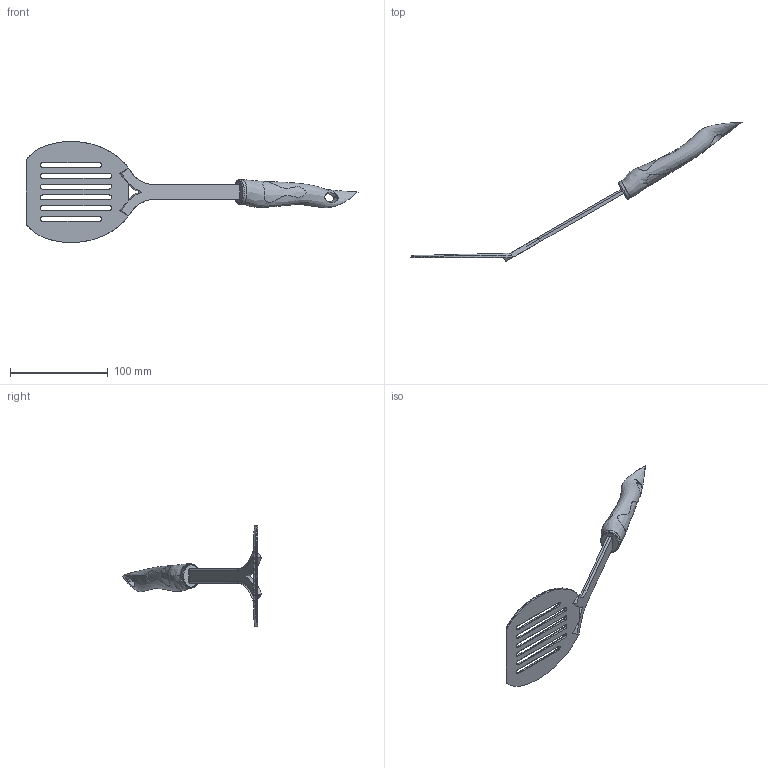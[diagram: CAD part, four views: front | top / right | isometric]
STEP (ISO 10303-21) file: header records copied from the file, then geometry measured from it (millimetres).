
FILE_DESCRIPTION (( 'STEP AP214' ), '1' );
FILE_NAME ('spatula final4 step.STEP', '2022-05-23T16:25:30', ( '' ), ( '' ), 'SwSTEP 2.0', 'SolidWorks 2021', '' );
FILE_SCHEMA (( 'AUTOMOTIVE_DESIGN' ));
Length unit declared in the file: millimetre
Products named in the file (3): spatula2; spatula handle; spatula final4 step
Assembly tree (2 placements, depth 2):
  spatula final4 step
    spatula2
    spatula handle
Bounding box: 339.44 x 142.4 x 103.43 mm (x, y, z)
Volume: 36686.8 mm3; surface area: 36388.1 mm2
Topology: 2 solids, 4 shells, 129 faces, 335 edges, 211 vertices
Faces by surface type: plane 40, cylinder 36, bspline 35, torus 18
Entity records: 12202 total; most frequent: CARTESIAN_POINT 8276, ORIENTED_EDGE 650, DIRECTION 508, EDGE_CURVE 331, VERTEX_POINT 211, AXIS2_PLACEMENT_3D 183, EDGE_LOOP 149, VECTOR 142
